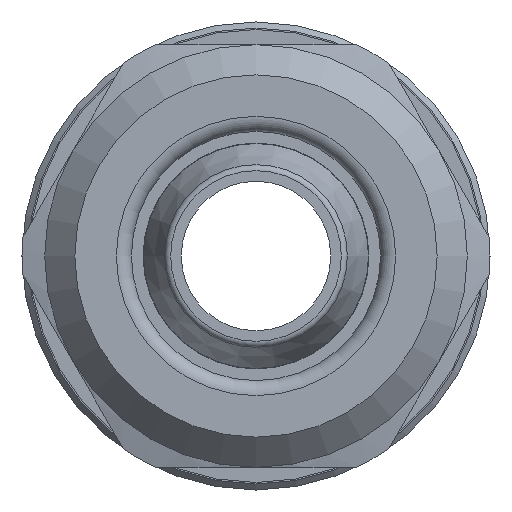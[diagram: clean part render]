
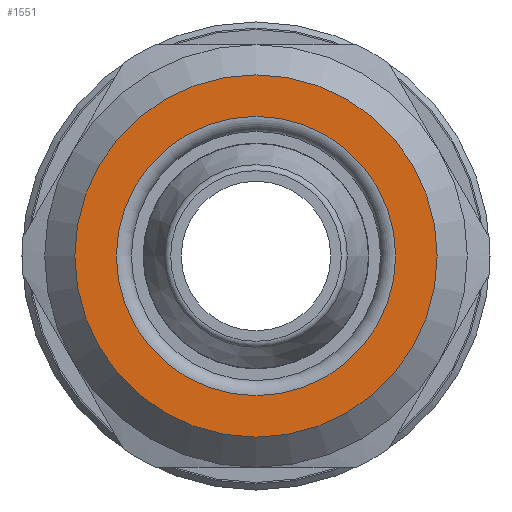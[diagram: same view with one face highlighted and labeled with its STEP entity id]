
A CAD part, left-side view. The second image highlights one B-rep face of the part: STEP entity #1551.
In plain terms, the highlighted planar face has unit normal (-1, 0, 0).
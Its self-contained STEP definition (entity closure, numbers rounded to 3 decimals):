
#86=FACE_BOUND('',#284,.T.);
#103=PLANE('',#1827);
#189=FACE_OUTER_BOUND('',#283,.T.);
#283=EDGE_LOOP('',(#1267));
#284=EDGE_LOOP('',(#1268,#1269));
#532=CIRCLE('',#1826,6.);
#533=CIRCLE('',#1828,4.625);
#534=CIRCLE('',#1829,4.625);
#687=VERTEX_POINT('',#2775);
#688=VERTEX_POINT('',#2779);
#689=VERTEX_POINT('',#2780);
#891=EDGE_CURVE('',#687,#687,#532,.T.);
#892=EDGE_CURVE('',#688,#689,#533,.T.);
#893=EDGE_CURVE('',#689,#688,#534,.T.);
#1267=ORIENTED_EDGE('',*,*,#891,.F.);
#1268=ORIENTED_EDGE('',*,*,#892,.F.);
#1269=ORIENTED_EDGE('',*,*,#893,.F.);
#1551=ADVANCED_FACE('',(#189,#86),#103,.T.);
#1826=AXIS2_PLACEMENT_3D('',#2777,#2241,#2242);
#1827=AXIS2_PLACEMENT_3D('',#2778,#2243,#2244);
#1828=AXIS2_PLACEMENT_3D('',#2781,#2245,#2246);
#1829=AXIS2_PLACEMENT_3D('',#2782,#2247,#2248);
#2241=DIRECTION('center_axis',(1.,0.,0.));
#2242=DIRECTION('ref_axis',(0.,-1.,0.));
#2243=DIRECTION('center_axis',(-1.,0.,0.));
#2244=DIRECTION('ref_axis',(0.,0.,1.));
#2245=DIRECTION('center_axis',(-1.,0.,0.));
#2246=DIRECTION('ref_axis',(0.,-1.,0.));
#2247=DIRECTION('center_axis',(-1.,0.,0.));
#2248=DIRECTION('ref_axis',(0.,-1.,0.));
#2775=CARTESIAN_POINT('',(0.,6.,0.));
#2777=CARTESIAN_POINT('Origin',(0.,0.,0.));
#2778=CARTESIAN_POINT('Origin',(0.,5.563,0.));
#2779=CARTESIAN_POINT('',(0.,4.625,0.));
#2780=CARTESIAN_POINT('',(0.,0.,4.625));
#2781=CARTESIAN_POINT('Origin',(0.,0.,0.));
#2782=CARTESIAN_POINT('Origin',(0.,0.,0.));
